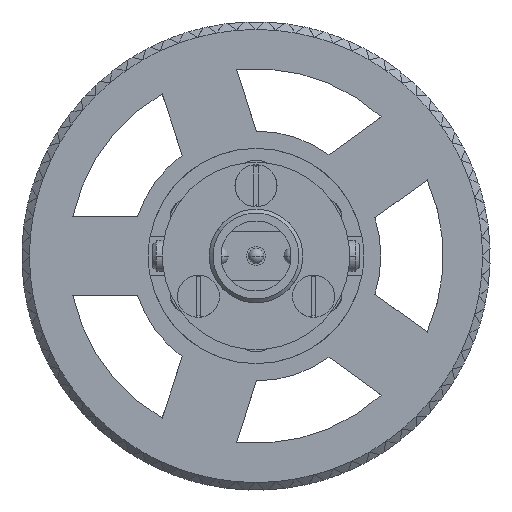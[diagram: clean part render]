
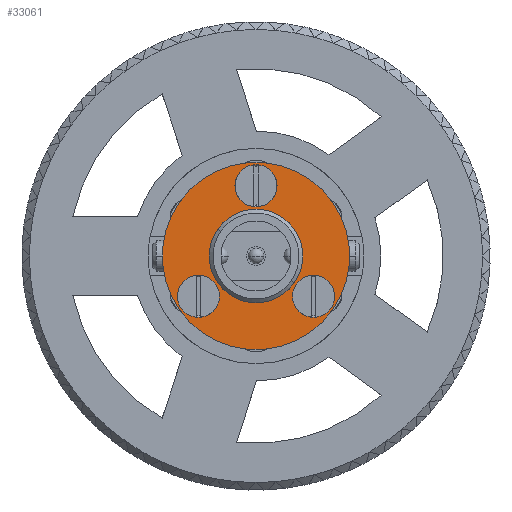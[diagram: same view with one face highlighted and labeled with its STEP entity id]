
A CAD part, left-side view. The second image highlights one B-rep face of the part: STEP entity #33061.
In plain terms, the highlighted planar face has unit normal (-1, 0, 0).
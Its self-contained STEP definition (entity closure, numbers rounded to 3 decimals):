
#13801=CARTESIAN_POINT('',(-3.018,0.,0.));
#13802=DIRECTION('',(1.,0.,0.));
#13803=DIRECTION('',(0.,0.819,0.574));
#13804=AXIS2_PLACEMENT_3D('',#13801,#13802,#13803);
#13806=CARTESIAN_POINT('',(-3.018,0.,0.));
#13807=DIRECTION('',(-1.,0.,0.));
#13808=DIRECTION('',(0.,0.819,0.574));
#13809=AXIS2_PLACEMENT_3D('',#13806,#13807,#13808);
#13811=CARTESIAN_POINT('',(-3.018,0.,0.));
#13812=DIRECTION('',(1.,0.,0.));
#13813=DIRECTION('',(0.,0.819,0.574));
#13814=AXIS2_PLACEMENT_3D('',#13811,#13812,#13813);
#13816=CARTESIAN_POINT('',(-3.018,0.,0.));
#13817=DIRECTION('',(-1.,0.,0.));
#13818=DIRECTION('',(0.,0.819,0.574));
#13819=AXIS2_PLACEMENT_3D('',#13816,#13817,#13818);
#13821=CARTESIAN_POINT('',(-3.018,-7.372,-5.162));
#13822=DIRECTION('',(-1.,0.,0.));
#13823=DIRECTION('',(0.,-0.819,-0.574));
#13824=AXIS2_PLACEMENT_3D('',#13821,#13822,#13823);
#13826=CARTESIAN_POINT('',(-3.018,-7.372,-5.162));
#13827=DIRECTION('',(-1.,0.,0.));
#13828=DIRECTION('',(0.,0.819,0.574));
#13829=AXIS2_PLACEMENT_3D('',#13826,#13827,#13828);
#13831=CARTESIAN_POINT('',(-3.018,0.,9.));
#13832=DIRECTION('',(-1.,0.,0.));
#13833=DIRECTION('',(0.,0.,1.));
#13834=AXIS2_PLACEMENT_3D('',#13831,#13832,#13833);
#13836=CARTESIAN_POINT('',(-3.018,0.,9.));
#13837=DIRECTION('',(-1.,0.,0.));
#13838=DIRECTION('',(0.,0.,-1.));
#13839=AXIS2_PLACEMENT_3D('',#13836,#13837,#13838);
#13841=CARTESIAN_POINT('',(-3.018,7.372,-5.162));
#13842=DIRECTION('',(-1.,0.,0.));
#13843=DIRECTION('',(0.,0.819,-0.574));
#13844=AXIS2_PLACEMENT_3D('',#13841,#13842,#13843);
#13846=CARTESIAN_POINT('',(-3.018,7.372,-5.162));
#13847=DIRECTION('',(-1.,0.,0.));
#13848=DIRECTION('',(0.,-0.819,0.574));
#13849=AXIS2_PLACEMENT_3D('',#13846,#13847,#13848);
#17111=CARTESIAN_POINT('',(-3.018,9.83,6.883));
#17113=VERTEX_POINT('',#17111);
#17119=CARTESIAN_POINT('',(-3.018,-9.83,-6.883));
#17121=VERTEX_POINT('',#17119);
#17123=CARTESIAN_POINT('',(-3.018,4.915,3.441));
#17124=CARTESIAN_POINT('',(-3.018,-4.915,-3.441));
#17125=VERTEX_POINT('',#17123);
#17126=VERTEX_POINT('',#17124);
#17135=CARTESIAN_POINT('',(-3.018,-9.584,-6.711));
#17136=CARTESIAN_POINT('',(-3.018,-5.161,-3.614));
#17137=VERTEX_POINT('',#17135);
#17138=VERTEX_POINT('',#17136);
#17151=CARTESIAN_POINT('',(-3.018,0.,11.7));
#17152=CARTESIAN_POINT('',(-3.018,0.,6.3));
#17153=VERTEX_POINT('',#17151);
#17154=VERTEX_POINT('',#17152);
#17167=CARTESIAN_POINT('',(-3.018,9.584,-6.711));
#17168=CARTESIAN_POINT('',(-3.018,5.161,-3.614));
#17169=VERTEX_POINT('',#17167);
#17170=VERTEX_POINT('',#17168);
#33030=CARTESIAN_POINT('',(-3.018,0.,0.));
#33031=DIRECTION('',(-1.,0.,0.));
#33032=DIRECTION('',(0.,-0.819,-0.574));
#33033=AXIS2_PLACEMENT_3D('',#33030,#33031,#33032);
#33034=PLANE('',#33033);
#33035=ORIENTED_EDGE('',*,*,#33023,.F.);
#33036=ORIENTED_EDGE('',*,*,#33012,.T.);
#33037=EDGE_LOOP('',(#33035,#33036));
#33038=FACE_OUTER_BOUND('',#33037,.F.);
#33040=ORIENTED_EDGE('',*,*,#33039,.F.);
#33042=ORIENTED_EDGE('',*,*,#33041,.T.);
#33043=EDGE_LOOP('',(#33040,#33042));
#33044=FACE_BOUND('',#33043,.F.);
#33045=ORIENTED_EDGE('',*,*,#32838,.T.);
#33046=ORIENTED_EDGE('',*,*,#32913,.T.);
#33047=EDGE_LOOP('',(#33045,#33046));
#33048=FACE_BOUND('',#33047,.F.);
#33050=ORIENTED_EDGE('',*,*,#33049,.T.);
#33052=ORIENTED_EDGE('',*,*,#33051,.T.);
#33053=EDGE_LOOP('',(#33050,#33052));
#33054=FACE_BOUND('',#33053,.F.);
#33056=ORIENTED_EDGE('',*,*,#33055,.T.);
#33058=ORIENTED_EDGE('',*,*,#33057,.T.);
#33059=EDGE_LOOP('',(#33056,#33058));
#33060=FACE_BOUND('',#33059,.F.);
#33061=ADVANCED_FACE('',(#33038,#33044,#33048,#33054,#33060),#33034,.T.);
#13805=CIRCLE('',#13804,12.);
#13810=CIRCLE('',#13809,12.);
#13815=CIRCLE('',#13814,6.);
#13820=CIRCLE('',#13819,6.);
#13825=CIRCLE('',#13824,2.7);
#13830=CIRCLE('',#13829,2.7);
#13835=CIRCLE('',#13834,2.7);
#13840=CIRCLE('',#13839,2.7);
#13845=CIRCLE('',#13844,2.7);
#13850=CIRCLE('',#13849,2.7);
#32838=EDGE_CURVE('',#17137,#17138,#13825,.T.);
#32913=EDGE_CURVE('',#17138,#17137,#13830,.T.);
#33012=EDGE_CURVE('',#17113,#17121,#13805,.T.);
#33023=EDGE_CURVE('',#17113,#17121,#13810,.T.);
#33039=EDGE_CURVE('',#17125,#17126,#13815,.T.);
#33041=EDGE_CURVE('',#17125,#17126,#13820,.T.);
#33049=EDGE_CURVE('',#17153,#17154,#13835,.T.);
#33051=EDGE_CURVE('',#17154,#17153,#13840,.T.);
#33055=EDGE_CURVE('',#17169,#17170,#13845,.T.);
#33057=EDGE_CURVE('',#17170,#17169,#13850,.T.);
